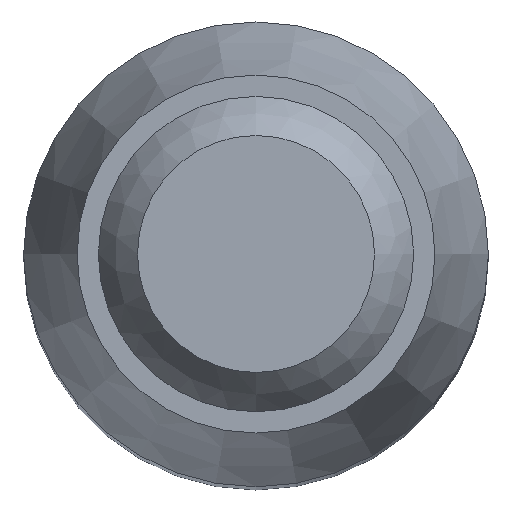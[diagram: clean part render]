
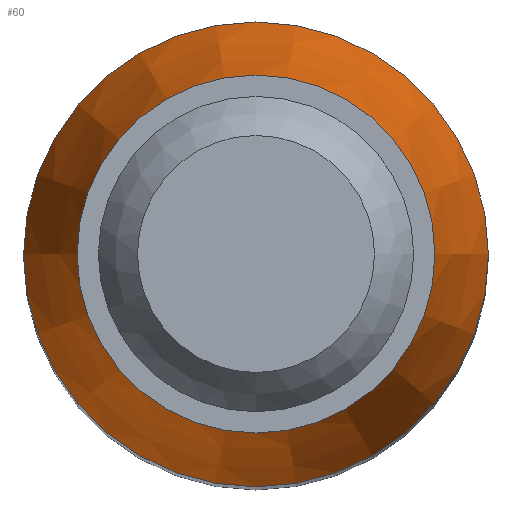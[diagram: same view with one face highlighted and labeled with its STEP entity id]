
A CAD part, top view. The second image highlights one B-rep face of the part: STEP entity #60.
In plain terms, the highlighted conical face has half-angle 15.55 degrees and reference radius 10 mm.
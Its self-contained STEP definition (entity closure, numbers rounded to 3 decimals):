
#60 = ADVANCED_FACE( '', ( #127, #128 ), #129, .T. );
#127 = FACE_BOUND( '', #201, .T. );
#128 = FACE_OUTER_BOUND( '', #202, .T. );
#129 = CONICAL_SURFACE( '', #203, 10., 0.271 );
#201 = EDGE_LOOP( '', ( #303 ) );
#202 = EDGE_LOOP( '', ( #304 ) );
#203 = AXIS2_PLACEMENT_3D( '', #305, #306, #307 );
#303 = ORIENTED_EDGE( '', *, *, #397, .T. );
#304 = ORIENTED_EDGE( '', *, *, #404, .F. );
#305 = CARTESIAN_POINT( '', ( 0., 0., 79.434 ) );
#306 = DIRECTION( '', ( 0., 0., -1. ) );
#307 = DIRECTION( '', ( -1., 0., 0. ) );
#397 = EDGE_CURVE( '', #455, #455, #456, .T. );
#404 = EDGE_CURVE( '', #467, #467, #468, .T. );
#455 = VERTEX_POINT( '', #535 );
#456 = CIRCLE( '', #536, 7.7 );
#467 = VERTEX_POINT( '', #549 );
#468 = CIRCLE( '', #550, 10. );
#535 = CARTESIAN_POINT( '', ( -7.7, 0., 87.7 ) );
#536 = AXIS2_PLACEMENT_3D( '', #639, #640, #641 );
#549 = CARTESIAN_POINT( '', ( -10., 0., 79.434 ) );
#550 = AXIS2_PLACEMENT_3D( '', #650, #651, #652 );
#639 = CARTESIAN_POINT( '', ( 0., 0., 87.7 ) );
#640 = DIRECTION( '', ( 0., 0., -1. ) );
#641 = DIRECTION( '', ( -1., 0., 0. ) );
#650 = CARTESIAN_POINT( '', ( 0., 0., 79.434 ) );
#651 = DIRECTION( '', ( 0., 0., -1. ) );
#652 = DIRECTION( '', ( -1., 0., 0. ) );
